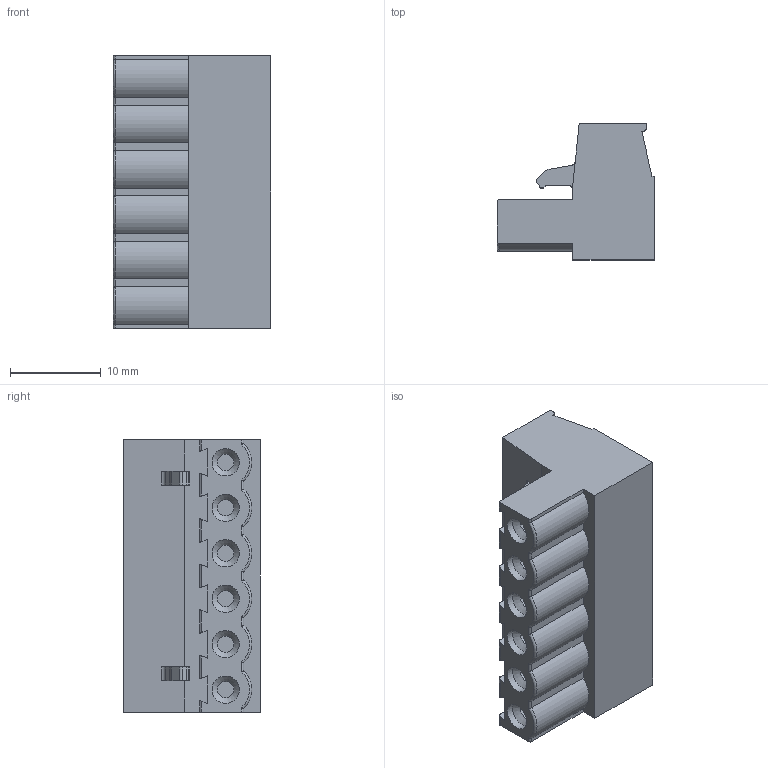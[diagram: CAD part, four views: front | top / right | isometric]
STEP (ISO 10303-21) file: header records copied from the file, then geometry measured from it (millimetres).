
FILE_DESCRIPTION((''),'2;1');
FILE_NAME('11211.1_PKB950_6_50','2006-12-14T12:48:31',('H.Wolters'),(''),'Autodesk Inventor 11','Autodesk Inventor 11','');
FILE_SCHEMA(('AUTOMOTIVE_DESIGN { 1 0 10303 214 1 1 1 1 }'));
Length unit declared in the file: millimetre
Products named in the file (1): 20061214_PKB950_Modell
Bounding box: 17.3 x 15 x 30 mm (x, y, z)
Volume: 4638.5 mm3; surface area: 3047.7 mm2
Topology: 1 solids, 1 shells, 235 faces, 585 edges, 370 vertices
Faces by surface type: plane 141, cylinder 49, bspline 27, cone 12, torus 6
Full cylindrical faces by diameter (mm): 1.8 x6, 3 x6, 4 x6
Entity records: 7708 total; most frequent: CARTESIAN_POINT 2410, ORIENTED_EDGE 1086, DIRECTION 1039, EDGE_CURVE 543, VERTEX_POINT 364, AXIS2_PLACEMENT_3D 347, VECTOR 345, LINE 345
